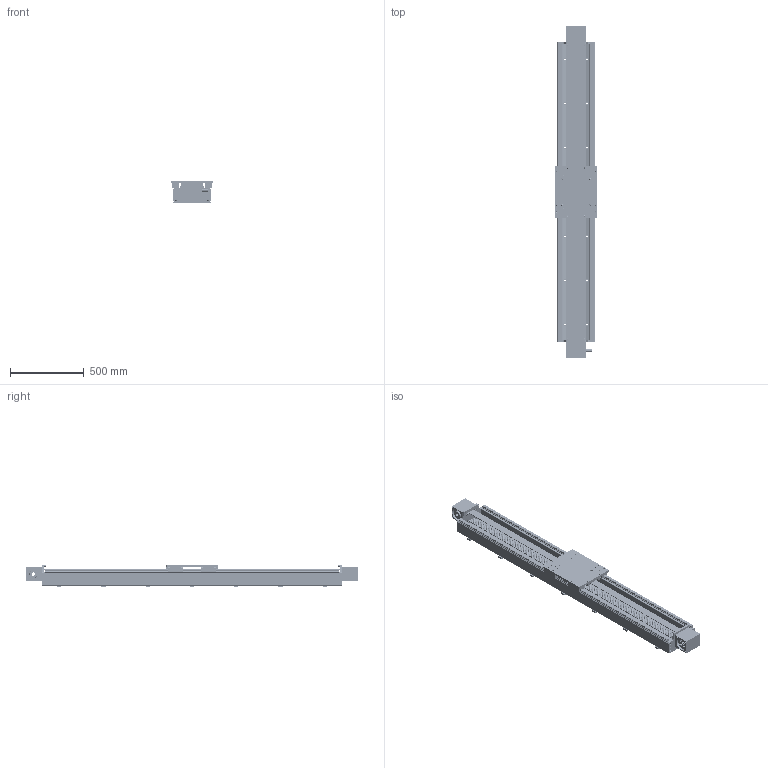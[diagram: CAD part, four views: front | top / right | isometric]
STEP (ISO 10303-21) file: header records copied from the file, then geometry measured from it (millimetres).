
FILE_DESCRIPTION((''),'2;1');
FILE_NAME('KK-BD-285-25-8M50-2000.stp','2013-01-18T10:44:23',('kurt'),(''),'Autodesk Inventor 2013','Autodesk Inventor 2013','');
FILE_SCHEMA(('AUTOMOTIVE_DESIGN { 1 0 10303 214 1 1 1 1 }'));
Length unit declared in the file: millimetre
Products named in the file (3): KK-BD-285-25-8M50-2000; KK-BD-285-25-8M50-2000-BODY; KK-BD-285-25-8M50-CARRIAGE
Assembly tree (2 placements, depth 2):
  KK-BD-285-25-8M50-2000
    KK-BD-285-25-8M50-2000-BODY
    KK-BD-285-25-8M50-CARRIAGE
Bounding box: 285 x 2250 x 155 mm (x, y, z)
Volume: 28442134.3 mm3; surface area: 3277436.1 mm2
Topology: 6 solids, 292 shells, 5659 faces, 14499 edges, 9595 vertices
Faces by surface type: plane 3371, cylinder 1449, cone 363, bspline 244, torus 228, sphere 4
Full cylindrical faces by diameter (mm): 2.459 x4, 3 x4, 3.5 x4, 4.917 x66, 5.5 x4, 6 x108, 6.6 x16, 6.647 x18, 7 x66, 8 x18, 8.376 x16, 9 x34, 10 x106, 10.106 x14, 11 x160, 13 x18, 15 x18, 16 x8, 18 x22, 22 x1, 55 x2, 90 x4
Entity records: 168883 total; most frequent: CARTESIAN_POINT 35908, DIRECTION 25414, ORIENTED_EDGE 25046, EDGE_CURVE 12523, VERTEX_POINT 8899, AXIS2_PLACEMENT_3D 8709, VECTOR 7996, LINE 7996
